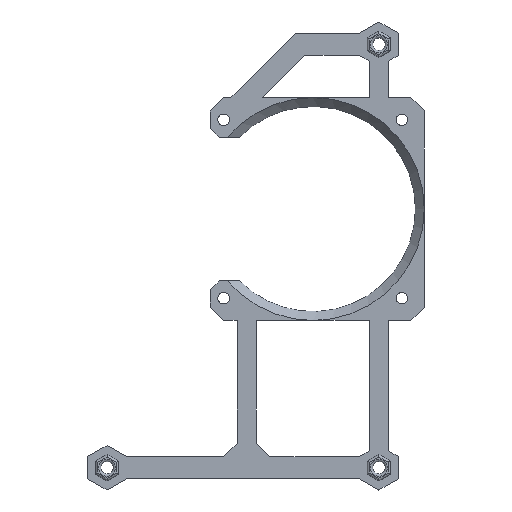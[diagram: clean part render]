
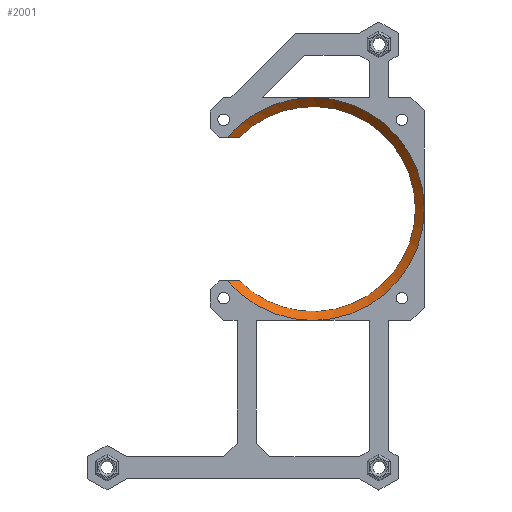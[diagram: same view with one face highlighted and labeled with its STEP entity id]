
A CAD part, left-side view. The second image highlights one B-rep face of the part: STEP entity #2001.
In plain terms, the highlighted conical face has half-angle 45 degrees and reference radius 24 mm.
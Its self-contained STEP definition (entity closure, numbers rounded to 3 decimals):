
#70=CONICAL_SURFACE('',#2137,24.,0.785);
#98=CIRCLE('',#2126,25.);
#99=CIRCLE('',#2127,25.);
#102=CIRCLE('',#2132,25.);
#103=CIRCLE('',#2133,25.);
#106=CIRCLE('',#2138,23.);
#139=(
BOUNDED_CURVE()
B_SPLINE_CURVE(2,(#2893,#2894,#2895),.UNSPECIFIED.,.F.,.F.)
B_SPLINE_CURVE_WITH_KNOTS((3,3),(0.577,0.882),
 .UNSPECIFIED.)
CURVE()
GEOMETRIC_REPRESENTATION_ITEM()
RATIONAL_B_SPLINE_CURVE((1.006,1.005,1.))
REPRESENTATION_ITEM('')
);
#140=(
BOUNDED_CURVE()
B_SPLINE_CURVE(2,(#3056,#3057,#3058),.UNSPECIFIED.,.F.,.F.)
B_SPLINE_CURVE_WITH_KNOTS((3,3),(0.,0.305),.UNSPECIFIED.)
CURVE()
GEOMETRIC_REPRESENTATION_ITEM()
RATIONAL_B_SPLINE_CURVE((1.,1.005,1.006))
REPRESENTATION_ITEM('')
);
#147=FACE_OUTER_BOUND('',#267,.T.);
#267=EDGE_LOOP('',(#1428,#1429,#1430,#1431,#1432,#1433,#1434));
#858=VERTEX_POINT('',#2890);
#859=VERTEX_POINT('',#2892);
#880=VERTEX_POINT('',#2938);
#881=VERTEX_POINT('',#2940);
#906=VERTEX_POINT('',#2994);
#907=VERTEX_POINT('',#2996);
#934=VERTEX_POINT('',#3054);
#1046=EDGE_CURVE('',#859,#858,#139,.T.);
#1069=EDGE_CURVE('',#881,#880,#98,.T.);
#1077=EDGE_CURVE('',#858,#881,#99,.T.);
#1097=EDGE_CURVE('',#907,#906,#102,.T.);
#1104=EDGE_CURVE('',#880,#907,#103,.T.);
#1128=EDGE_CURVE('',#906,#934,#140,.T.);
#1129=EDGE_CURVE('',#934,#859,#106,.T.);
#1428=ORIENTED_EDGE('',*,*,#1128,.T.);
#1429=ORIENTED_EDGE('',*,*,#1129,.T.);
#1430=ORIENTED_EDGE('',*,*,#1046,.T.);
#1431=ORIENTED_EDGE('',*,*,#1077,.T.);
#1432=ORIENTED_EDGE('',*,*,#1069,.T.);
#1433=ORIENTED_EDGE('',*,*,#1104,.T.);
#1434=ORIENTED_EDGE('',*,*,#1097,.T.);
#2001=ADVANCED_FACE('',(#147),#70,.F.);
#2126=AXIS2_PLACEMENT_3D('',#2941,#2333,#2334);
#2127=AXIS2_PLACEMENT_3D('',#2955,#2342,#2343);
#2132=AXIS2_PLACEMENT_3D('',#2997,#2369,#2370);
#2133=AXIS2_PLACEMENT_3D('',#3009,#2377,#2378);
#2137=AXIS2_PLACEMENT_3D('',#3059,#2406,#2407);
#2138=AXIS2_PLACEMENT_3D('',#3060,#2408,#2409);
#2333=DIRECTION('center_axis',(-1.,0.,0.));
#2334=DIRECTION('ref_axis',(0.,-1.,0.));
#2342=DIRECTION('center_axis',(-1.,0.,0.));
#2343=DIRECTION('ref_axis',(0.,-1.,0.));
#2369=DIRECTION('center_axis',(-1.,0.,0.));
#2370=DIRECTION('ref_axis',(0.,-1.,0.));
#2377=DIRECTION('center_axis',(-1.,0.,0.));
#2378=DIRECTION('ref_axis',(0.,-1.,0.));
#2406=DIRECTION('center_axis',(-1.,0.,0.));
#2407=DIRECTION('ref_axis',(0.,-1.,0.));
#2408=DIRECTION('center_axis',(1.,0.,0.));
#2409=DIRECTION('ref_axis',(0.,-1.,0.));
#2890=CARTESIAN_POINT('',(179.169,-166.666,50.268));
#2892=CARTESIAN_POINT('',(181.169,-169.366,50.268));
#2893=CARTESIAN_POINT('Ctrl Pts',(181.169,-169.366,50.268));
#2894=CARTESIAN_POINT('Ctrl Pts',(180.245,-168.072,50.268));
#2895=CARTESIAN_POINT('Ctrl Pts',(179.169,-166.666,50.268));
#2938=CARTESIAN_POINT('',(179.169,-210.792,66.368));
#2940=CARTESIAN_POINT('',(179.169,-185.792,41.368));
#2941=CARTESIAN_POINT('Origin',(179.169,-185.792,66.368));
#2955=CARTESIAN_POINT('Origin',(179.169,-185.792,66.368));
#2994=CARTESIAN_POINT('',(179.169,-166.666,82.468));
#2996=CARTESIAN_POINT('',(179.169,-185.792,91.368));
#2997=CARTESIAN_POINT('Origin',(179.169,-185.792,66.368));
#3009=CARTESIAN_POINT('Origin',(179.169,-185.792,66.368));
#3054=CARTESIAN_POINT('',(181.169,-169.366,82.468));
#3056=CARTESIAN_POINT('Ctrl Pts',(179.169,-166.666,82.468));
#3057=CARTESIAN_POINT('Ctrl Pts',(180.245,-168.072,82.468));
#3058=CARTESIAN_POINT('Ctrl Pts',(181.169,-169.366,82.468));
#3059=CARTESIAN_POINT('Origin',(180.169,-185.792,66.368));
#3060=CARTESIAN_POINT('Origin',(181.169,-185.792,66.368));
